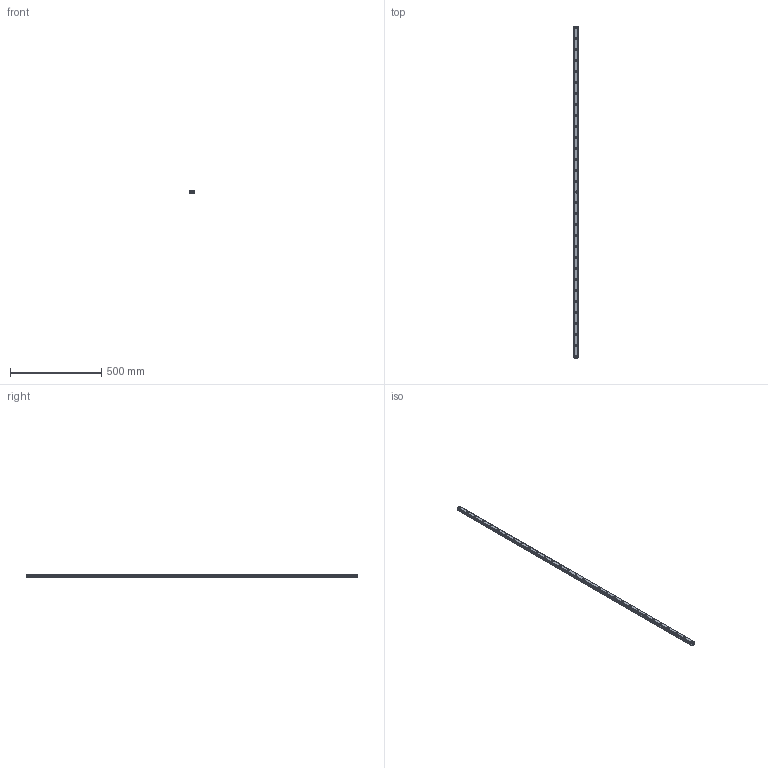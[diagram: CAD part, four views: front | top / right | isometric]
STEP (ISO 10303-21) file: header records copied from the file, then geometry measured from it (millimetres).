
FILE_DESCRIPTION(('STEP AP214'),'1');
FILE_NAME('cctmp_2325CA7B-6918-4886-96B6-40A76DB93C8D_2021_02_09_14_01_12_0363..stp','2021-02-09T13:01:12',('HIWIN GmbH'),('CADClick - www.CADClick.com'),'Spatial InterOp 3D',' ','unknown authorization');
FILE_SCHEMA(('AUTOMOTIVE_DESIGN'));
Length unit declared in the file: millimetre
Products named in the file (1): EGR25R1820C_FILE
Bounding box: 23 x 1820 x 18 mm (x, y, z)
Volume: 625236.9 mm3; surface area: 169788.7 mm2
Topology: 1 solids, 1 shells, 477 faces, 1227 edges, 818 vertices
Faces by surface type: plane 271, cylinder 206
Entity records: 18681 total; most frequent: DIRECTION 2843, CARTESIAN_POINT 2523, ORIENTED_EDGE 2454, EDGE_CURVE 1227, AXIS2_PLACEMENT_3D 1138, VERTEX_POINT 818, LINE 567, VECTOR 567
